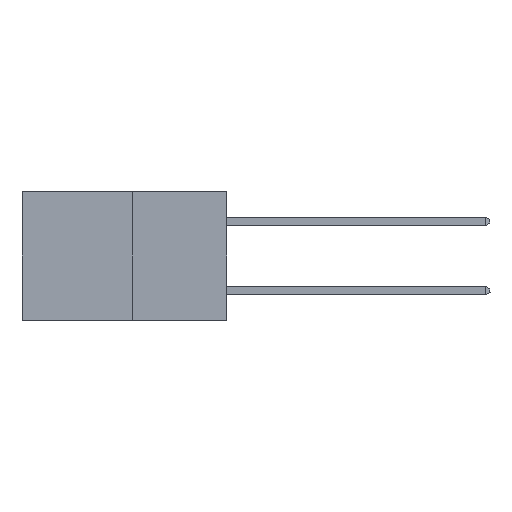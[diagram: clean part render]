
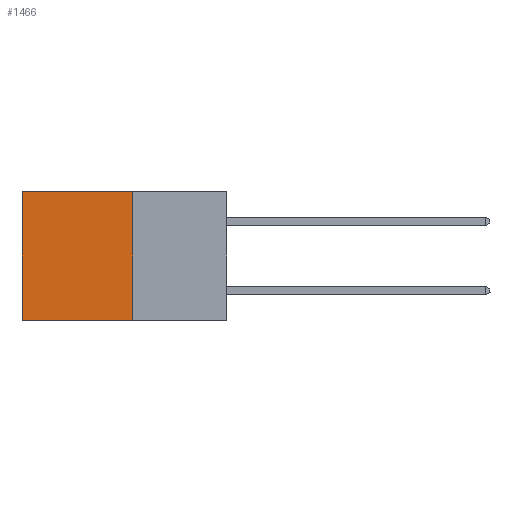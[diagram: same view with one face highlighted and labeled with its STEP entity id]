
A CAD part, left-side view. The second image highlights one B-rep face of the part: STEP entity #1466.
In plain terms, the highlighted planar face has unit normal (-1, 0, 0).
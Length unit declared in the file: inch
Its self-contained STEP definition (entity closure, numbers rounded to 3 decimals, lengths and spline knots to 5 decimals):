
#281 = DIRECTION ( 'NONE',  ( 0., 0., -1. ) ) ;
#1339 = FACE_OUTER_BOUND ( 'NONE', #2677, .T. ) ;
#1466 = ADVANCED_FACE ( 'NONE', ( #1339 ), #7044, .F. ) ;
#1488 = LINE ( 'NONE', #7942, #7793 ) ;
#1749 = CARTESIAN_POINT ( 'NONE',  ( 0.277, 0.27, -0.37 ) ) ;
#1771 = EDGE_CURVE ( 'NONE', #5409, #7820, #1488, .T. ) ;
#2083 = EDGE_CURVE ( 'NONE', #7820, #7379, #8078, .T. ) ;
#2122 = CARTESIAN_POINT ( 'NONE',  ( 0.277, 0.59, -0.37 ) ) ;
#2266 = CARTESIAN_POINT ( 'NONE',  ( 0.277, 0.27, -0.37 ) ) ;
#2677 = EDGE_LOOP ( 'NONE', ( #4126, #6502, #8818, #11079 ) ) ;
#3341 = VECTOR ( 'NONE', #281, 39.37008 ) ;
#4126 = ORIENTED_EDGE ( 'NONE', *, *, #2083, .T. ) ;
#5409 = VERTEX_POINT ( 'NONE', #6456 ) ;
#5500 = CARTESIAN_POINT ( 'NONE',  ( 0.277, 0.59, -0.37 ) ) ;
#5841 = VECTOR ( 'NONE', #6747, 39.37008 ) ;
#5911 = EDGE_CURVE ( 'NONE', #5409, #6012, #8128, .T. ) ;
#6012 = VERTEX_POINT ( 'NONE', #6326 ) ;
#6326 = CARTESIAN_POINT ( 'NONE',  ( 0.277, 0.27, -0.37 ) ) ;
#6456 = CARTESIAN_POINT ( 'NONE',  ( 0.277, 0.27, 0. ) ) ;
#6502 = ORIENTED_EDGE ( 'NONE', *, *, #11398, .F. ) ;
#6746 = CARTESIAN_POINT ( 'NONE',  ( 0.277, 0.27, -0.37 ) ) ;
#6747 = DIRECTION ( 'NONE',  ( 0., 1., 0. ) ) ;
#6898 = AXIS2_PLACEMENT_3D ( 'NONE', #6746, #7946, #8062 ) ;
#7044 = PLANE ( 'NONE',  #6898 ) ;
#7379 = VERTEX_POINT ( 'NONE', #5500 ) ;
#7745 = DIRECTION ( 'NONE',  ( 0., 1., 0. ) ) ;
#7793 = VECTOR ( 'NONE', #7745, 39.37008 ) ;
#7820 = VERTEX_POINT ( 'NONE', #8859 ) ;
#7942 = CARTESIAN_POINT ( 'NONE',  ( 0.277, 0.27, 0. ) ) ;
#7946 = DIRECTION ( 'NONE',  ( 1., 0., 0. ) ) ;
#8062 = DIRECTION ( 'NONE',  ( 0., 0., -1. ) ) ;
#8078 = LINE ( 'NONE', #2122, #3341 ) ;
#8128 = LINE ( 'NONE', #1749, #10391 ) ;
#8187 = LINE ( 'NONE', #2266, #5841 ) ;
#8818 = ORIENTED_EDGE ( 'NONE', *, *, #5911, .F. ) ;
#8859 = CARTESIAN_POINT ( 'NONE',  ( 0.277, 0.59, 0. ) ) ;
#10391 = VECTOR ( 'NONE', #10529, 39.37008 ) ;
#10529 = DIRECTION ( 'NONE',  ( 0., 0., -1. ) ) ;
#11079 = ORIENTED_EDGE ( 'NONE', *, *, #1771, .T. ) ;
#11398 = EDGE_CURVE ( 'NONE', #6012, #7379, #8187, .T. ) ;
